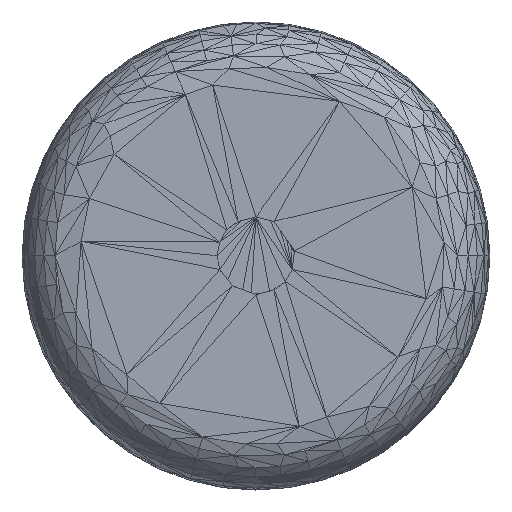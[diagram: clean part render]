
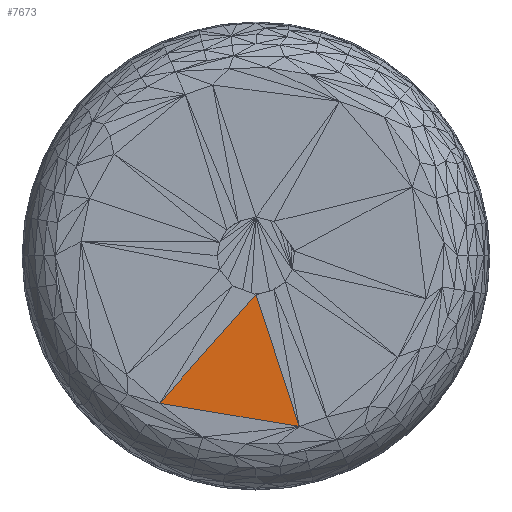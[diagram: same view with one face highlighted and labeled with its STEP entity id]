
A CAD part, top view. The second image highlights one B-rep face of the part: STEP entity #7673.
In plain terms, the highlighted planar face has unit normal (0, 0, 1).
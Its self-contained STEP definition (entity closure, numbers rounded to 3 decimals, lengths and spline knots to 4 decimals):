
#7673 = ADVANCED_FACE('',(#7674),#7688,.T.);
#7674 = FACE_BOUND('',#7675,.T.);
#7675 = EDGE_LOOP('',(#7676,#7699,#7715));
#7676 = ORIENTED_EDGE('',*,*,#7677,.F.);
#7677 = EDGE_CURVE('',#7678,#7680,#7682,.T.);
#7678 = VERTEX_POINT('',#7679);
#7679 = CARTESIAN_POINT('',(-2.471,-3.783,
    21.53));
#7680 = VERTEX_POINT('',#7681);
#7681 = CARTESIAN_POINT('',(0.,-0.993,
    21.53));
#7682 = SURFACE_CURVE('',#7683,(#7687),.PCURVE_S1.);
#7683 = LINE('',#7684,#7685);
#7684 = CARTESIAN_POINT('',(-2.471,-3.783,
    21.53));
#7685 = VECTOR('',#7686,1.);
#7686 = DIRECTION('',(0.663,0.749,0.));
#7687 = PCURVE('',#7688,#7693);
#7688 = PLANE('',#7689);
#7689 = AXIS2_PLACEMENT_3D('',#7690,#7691,#7692);
#7690 = CARTESIAN_POINT('',(-0.467,-3.0483,
    21.53));
#7691 = DIRECTION('',(0.,0.,1.));
#7692 = DIRECTION('',(0.,1.,0.));
#7693 = DEFINITIONAL_REPRESENTATION('',(#7694),#7698);
#7694 = LINE('',#7695,#7696);
#7695 = CARTESIAN_POINT('',(-0.735,2.004));
#7696 = VECTOR('',#7697,1.);
#7697 = DIRECTION('',(0.749,-0.663));
#7698 = ( GEOMETRIC_REPRESENTATION_CONTEXT(2) 
PARAMETRIC_REPRESENTATION_CONTEXT() REPRESENTATION_CONTEXT('2D SPACE',''
  ) );
#7699 = ORIENTED_EDGE('',*,*,#7700,.T.);
#7700 = EDGE_CURVE('',#7678,#7701,#7703,.T.);
#7701 = VERTEX_POINT('',#7702);
#7702 = CARTESIAN_POINT('',(1.109,-4.38,
    21.53));
#7703 = SURFACE_CURVE('',#7704,(#7708),.PCURVE_S1.);
#7704 = LINE('',#7705,#7706);
#7705 = CARTESIAN_POINT('',(-2.471,-3.783,
    21.53));
#7706 = VECTOR('',#7707,1.);
#7707 = DIRECTION('',(0.986,-0.164,0.));
#7708 = PCURVE('',#7688,#7709);
#7709 = DEFINITIONAL_REPRESENTATION('',(#7710),#7714);
#7710 = LINE('',#7711,#7712);
#7711 = CARTESIAN_POINT('',(-0.735,2.004));
#7712 = VECTOR('',#7713,1.);
#7713 = DIRECTION('',(-0.164,-0.986));
#7714 = ( GEOMETRIC_REPRESENTATION_CONTEXT(2) 
PARAMETRIC_REPRESENTATION_CONTEXT() REPRESENTATION_CONTEXT('2D SPACE',''
  ) );
#7715 = ORIENTED_EDGE('',*,*,#7716,.F.);
#7716 = EDGE_CURVE('',#7680,#7701,#7717,.T.);
#7717 = SURFACE_CURVE('',#7718,(#7722),.PCURVE_S1.);
#7718 = LINE('',#7719,#7720);
#7719 = CARTESIAN_POINT('',(0.,-0.993,
    21.53));
#7720 = VECTOR('',#7721,1.);
#7721 = DIRECTION('',(0.311,-0.95,0.));
#7722 = PCURVE('',#7688,#7723);
#7723 = DEFINITIONAL_REPRESENTATION('',(#7724),#7728);
#7724 = LINE('',#7725,#7726);
#7725 = CARTESIAN_POINT('',(2.055,-0.467));
#7726 = VECTOR('',#7727,1.);
#7727 = DIRECTION('',(-0.95,-0.311));
#7728 = ( GEOMETRIC_REPRESENTATION_CONTEXT(2) 
PARAMETRIC_REPRESENTATION_CONTEXT() REPRESENTATION_CONTEXT('2D SPACE',''
  ) );
